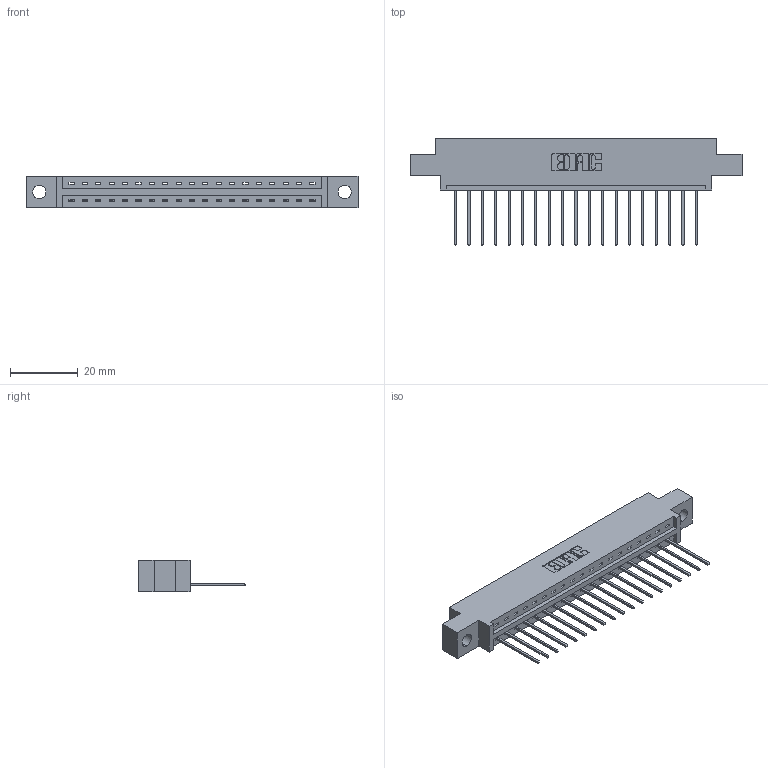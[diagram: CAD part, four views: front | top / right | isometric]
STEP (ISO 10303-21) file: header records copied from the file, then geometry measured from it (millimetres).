
FILE_DESCRIPTION (( 'STEP AP203' ), '1' );
FILE_NAME ('337-019-542-604.STEP', '2018-08-05T07:30:35', ( '' ), ( '' ), 'SwSTEP 2.0', 'SolidWorks 2016', '' );
FILE_SCHEMA (( 'CONFIG_CONTROL_DESIGN' ));
Length unit declared in the file: inch
Products named in the file (3): 337-019-542-604; 337 Part_0.170 Offset - 0.156 Dia-TH; 345-292-001_345-293-142
Assembly tree (20 placements, depth 2):
  337-019-542-604
    337 Part_0.170 Offset - 0.156 Dia-TH
    345-292-001_345-293-142  x19
Bounding box: 98.3 x 31.63 x 9.4 mm (x, y, z)
Volume: 9765.5 mm3; surface area: 10133.3 mm2
Topology: 20 solids, 20 shells, 1296 faces, 3895 edges, 2570 vertices
Faces by surface type: plane 948, cylinder 348
Entity records: 17251 total; most frequent: CARTESIAN_POINT 3011, ORIENTED_EDGE 2966, DIRECTION 2581, EDGE_CURVE 1483, VECTOR 1355, LINE 1355, VERTEX_POINT 986, AXIS2_PLACEMENT_3D 613
